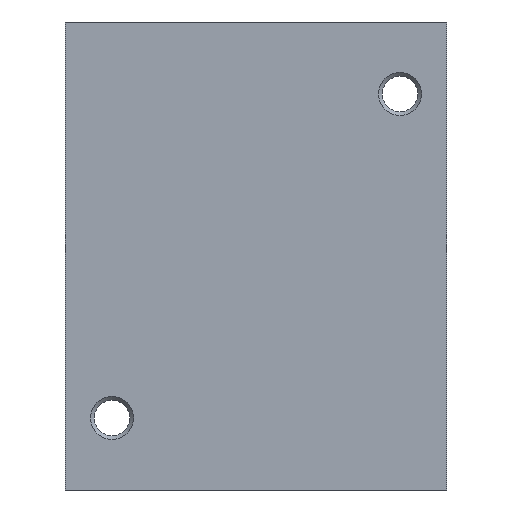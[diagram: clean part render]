
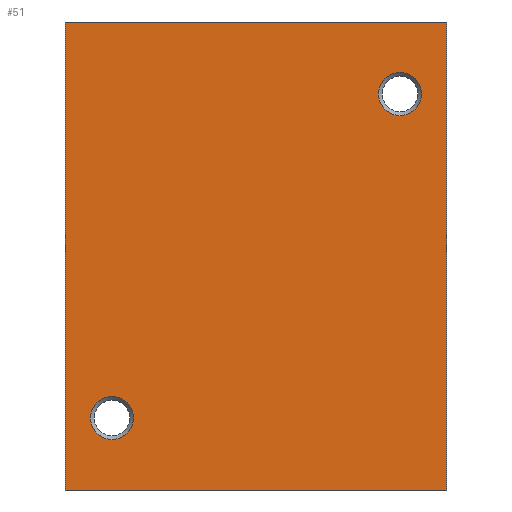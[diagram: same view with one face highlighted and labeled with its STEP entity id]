
A CAD part, front view. The second image highlights one B-rep face of the part: STEP entity #51.
In plain terms, the highlighted planar face has unit normal (0, -1, 0).
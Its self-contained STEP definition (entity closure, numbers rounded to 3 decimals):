
#51 = ADVANCED_FACE( '', ( #114, #115, #116 ), #117, .F. );
#114 = FACE_BOUND( '', #197, .T. );
#115 = FACE_BOUND( '', #198, .T. );
#116 = FACE_OUTER_BOUND( '', #199, .T. );
#117 = PLANE( '', #200 );
#197 = EDGE_LOOP( '', ( #287 ) );
#198 = EDGE_LOOP( '', ( #288 ) );
#199 = EDGE_LOOP( '', ( #289, #290, #291, #292 ) );
#200 = AXIS2_PLACEMENT_3D( '', #293, #294, #295 );
#287 = ORIENTED_EDGE( '', *, *, #417, .F. );
#288 = ORIENTED_EDGE( '', *, *, #406, .F. );
#289 = ORIENTED_EDGE( '', *, *, #418, .T. );
#290 = ORIENTED_EDGE( '', *, *, #419, .F. );
#291 = ORIENTED_EDGE( '', *, *, #412, .F. );
#292 = ORIENTED_EDGE( '', *, *, #420, .T. );
#293 = CARTESIAN_POINT( '', ( -26.5, 0., 65. ) );
#294 = DIRECTION( '', ( 0., 1., 0. ) );
#295 = DIRECTION( '', ( 0., 0., 1. ) );
#406 = EDGE_CURVE( '', #462, #462, #463, .T. );
#412 = EDGE_CURVE( '', #472, #474, #475, .T. );
#417 = EDGE_CURVE( '', #482, #482, #483, .T. );
#418 = EDGE_CURVE( '', #484, #485, #486, .T. );
#419 = EDGE_CURVE( '', #474, #485, #487, .T. );
#420 = EDGE_CURVE( '', #472, #484, #488, .T. );
#462 = VERTEX_POINT( '', #606 );
#463 = CIRCLE( '', #607, 3. );
#472 = VERTEX_POINT( '', #617 );
#474 = VERTEX_POINT( '', #620 );
#475 = LINE( '', #621, #622 );
#482 = VERTEX_POINT( '', #632 );
#483 = CIRCLE( '', #633, 3. );
#484 = VERTEX_POINT( '', #634 );
#485 = VERTEX_POINT( '', #635 );
#486 = LINE( '', #636, #637 );
#487 = LINE( '', #638, #639 );
#488 = LINE( '', #640, #641 );
#606 = CARTESIAN_POINT( '', ( 20., 0., 52. ) );
#607 = AXIS2_PLACEMENT_3D( '', #701, #702, #703 );
#617 = CARTESIAN_POINT( '', ( -26.5, 0., 65. ) );
#620 = CARTESIAN_POINT( '', ( 26.5, 0., 65. ) );
#621 = CARTESIAN_POINT( '', ( -26.5, 0., 65. ) );
#622 = VECTOR( '', #712, 1000. );
#632 = CARTESIAN_POINT( '', ( -20., 0., 7. ) );
#633 = AXIS2_PLACEMENT_3D( '', #716, #717, #718 );
#634 = CARTESIAN_POINT( '', ( -26.5, 0., 0. ) );
#635 = CARTESIAN_POINT( '', ( 26.5, 0., 0. ) );
#636 = CARTESIAN_POINT( '', ( -26.5, 0., 0. ) );
#637 = VECTOR( '', #719, 1000. );
#638 = CARTESIAN_POINT( '', ( 26.5, 0., 65. ) );
#639 = VECTOR( '', #720, 1000. );
#640 = CARTESIAN_POINT( '', ( -26.5, 0., 65. ) );
#641 = VECTOR( '', #721, 1000. );
#701 = CARTESIAN_POINT( '', ( 20., 0., 55. ) );
#702 = DIRECTION( '', ( 0., -1., 0. ) );
#703 = DIRECTION( '', ( 0., 0., -1. ) );
#712 = DIRECTION( '', ( 1., 0., 0. ) );
#716 = CARTESIAN_POINT( '', ( -20., 0., 10. ) );
#717 = DIRECTION( '', ( 0., -1., 0. ) );
#718 = DIRECTION( '', ( 0., 0., -1. ) );
#719 = DIRECTION( '', ( 1., 0., 0. ) );
#720 = DIRECTION( '', ( 0., 0., -1. ) );
#721 = DIRECTION( '', ( 0., 0., -1. ) );
